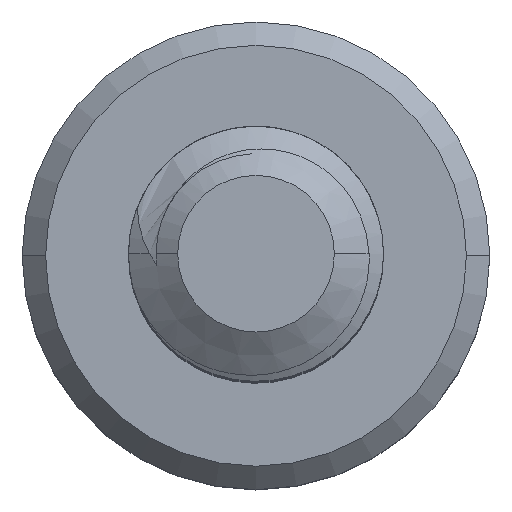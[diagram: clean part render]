
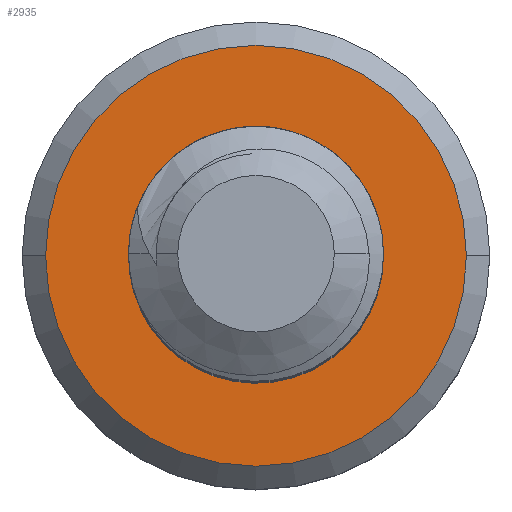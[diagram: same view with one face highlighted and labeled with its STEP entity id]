
A CAD part, top view. The second image highlights one B-rep face of the part: STEP entity #2935.
In plain terms, the highlighted planar face has unit normal (0, 0, 1).
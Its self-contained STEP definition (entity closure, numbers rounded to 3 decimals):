
#15 = B_SPLINE_CURVE_WITH_KNOTS ( 'NONE', 3,
 ( #1038, #1014, #6757, #3347, #7334, #3930, #496, #4496, #1061, #5084, #1609, #2787, #6802, #3395, #7379, #3970 ),
 .UNSPECIFIED., .F., .F.,
 ( 4, 2, 2, 2, 2, 2, 2, 4 ),
 ( 0., 0., 0.001, 0.001, 0.002, 0.002, 0.003, 0.003 ),
 .UNSPECIFIED. ) ;
#154 = ORIENTED_EDGE ( 'NONE', *, *, #5712, .F. ) ;
#197 = CARTESIAN_POINT ( 'NONE',  ( 0., 0., -14. ) ) ;
#249 = CARTESIAN_POINT ( 'NONE',  ( 1.215, -0.312, -14. ) ) ;
#310 = ORIENTED_EDGE ( 'NONE', *, *, #775, .T. ) ;
#385 = DIRECTION ( 'NONE',  ( 0., 0., 1. ) ) ;
#398 = DIRECTION ( 'NONE',  ( -1., 0., 0. ) ) ;
#496 = CARTESIAN_POINT ( 'NONE',  ( -0.98, -0.856, -14. ) ) ;
#526 = ORIENTED_EDGE ( 'NONE', *, *, #1569, .T. ) ;
#764 = DIRECTION ( 'NONE',  ( 0., 0., -1. ) ) ;
#775 = EDGE_CURVE ( 'NONE', #5344, #3337, #3256, .T. ) ;
#806 = CARTESIAN_POINT ( 'NONE',  ( 1.017, -0.659, -14. ) ) ;
#945 = CARTESIAN_POINT ( 'NONE',  ( 0.823, -0.839, -14. ) ) ;
#978 = EDGE_LOOP ( 'NONE', ( #5729, #4206 ) ) ;
#1014 = CARTESIAN_POINT ( 'NONE',  ( -0.133, -1.189, -14. ) ) ;
#1038 = CARTESIAN_POINT ( 'NONE',  ( 0., -1.175, -14. ) ) ;
#1061 = CARTESIAN_POINT ( 'NONE',  ( -1.226, -0.541, -14. ) ) ;
#1138 = DIRECTION ( 'NONE',  ( 0., 0., 1. ) ) ;
#1338 = CARTESIAN_POINT ( 'NONE',  ( 0.522, 1.38, -14. ) ) ;
#1347 = CIRCLE ( 'NONE', #7109, 2.475 ) ;
#1368 = CARTESIAN_POINT ( 'NONE',  ( 0.823, -0.839, -14. ) ) ;
#1379 = CIRCLE ( 'NONE', #4329, 2.475 ) ;
#1569 = EDGE_CURVE ( 'NONE', #2908, #5287, #15, .T. ) ;
#1609 = CARTESIAN_POINT ( 'NONE',  ( -1.423, 0.097, -14. ) ) ;
#1896 = CARTESIAN_POINT ( 'NONE',  ( 0., 1.5, -14. ) ) ;
#2139 = CIRCLE ( 'NONE', #4354, 1.5 ) ;
#2378 = EDGE_LOOP ( 'NONE', ( #154, #310, #5864, #526 ) ) ;
#2465 = CARTESIAN_POINT ( 'NONE',  ( 0.935, 1.048, -14. ) ) ;
#2472 = CARTESIAN_POINT ( 'NONE',  ( 0., 1.5, -14. ) ) ;
#2654 = AXIS2_PLACEMENT_3D ( 'NONE', #6324, #2878, #6895 ) ;
#2704 = FACE_BOUND ( 'NONE', #2378, .T. ) ;
#2787 = CARTESIAN_POINT ( 'NONE',  ( -1.362, 0.488, -14. ) ) ;
#2804 = EDGE_CURVE ( 'NONE', #3337, #2908, #5140, .T. ) ;
#2848 = VERTEX_POINT ( 'NONE', #3485 ) ;
#2878 = DIRECTION ( 'NONE',  ( 0., 0., -1. ) ) ;
#2908 = VERTEX_POINT ( 'NONE', #7027 ) ;
#2935 = ADVANCED_FACE ( 'NONE', ( #7287, #2704 ), #3006, .F. ) ;
#3006 = PLANE ( 'NONE',  #4462 ) ;
#3062 = CARTESIAN_POINT ( 'NONE',  ( 1.161, 0.72, -14. ) ) ;
#3256 = B_SPLINE_CURVE_WITH_KNOTS ( 'NONE', 3,
 ( #1896, #5361, #1338, #5928, #2465, #6497, #3062, #7070, #3659, #249, #4238, #806, #4824, #1368 ),
 .UNSPECIFIED., .F., .F.,
 ( 4, 2, 2, 2, 2, 2, 4 ),
 ( 0., 0.001, 0.001, 0.002, 0.002, 0.003, 0.003 ),
 .UNSPECIFIED. ) ;
#3331 = EDGE_CURVE ( 'NONE', #2848, #4168, #1379, .T. ) ;
#3337 = VERTEX_POINT ( 'NONE', #945 ) ;
#3347 = CARTESIAN_POINT ( 'NONE',  ( -0.526, -1.125, -14. ) ) ;
#3395 = CARTESIAN_POINT ( 'NONE',  ( -1.209, 0.856, -14. ) ) ;
#3485 = CARTESIAN_POINT ( 'NONE',  ( 2.475, 0., -14. ) ) ;
#3659 = CARTESIAN_POINT ( 'NONE',  ( 1.317, 0.073, -14. ) ) ;
#3804 = CARTESIAN_POINT ( 'NONE',  ( 0., 0., -14. ) ) ;
#3824 = DIRECTION ( 'NONE',  ( 0., 0., 1. ) ) ;
#3930 = CARTESIAN_POINT ( 'NONE',  ( -0.878, -0.941, -14. ) ) ;
#3970 = CARTESIAN_POINT ( 'NONE',  ( -1.051, 1.07, -14. ) ) ;
#4168 = VERTEX_POINT ( 'NONE', #5742 ) ;
#4206 = ORIENTED_EDGE ( 'NONE', *, *, #3331, .T. ) ;
#4238 = CARTESIAN_POINT ( 'NONE',  ( 1.161, -0.435, -14. ) ) ;
#4329 = AXIS2_PLACEMENT_3D ( 'NONE', #3804, #385, #4383 ) ;
#4354 = AXIS2_PLACEMENT_3D ( 'NONE', #4581, #1138, #5149 ) ;
#4383 = DIRECTION ( 'NONE',  ( -1., 0., 0. ) ) ;
#4462 = AXIS2_PLACEMENT_3D ( 'NONE', #197, #764, #4772 ) ;
#4496 = CARTESIAN_POINT ( 'NONE',  ( -1.155, -0.655, -14. ) ) ;
#4581 = CARTESIAN_POINT ( 'NONE',  ( 0., 0., -14. ) ) ;
#4772 = DIRECTION ( 'NONE',  ( -1., 0., 0. ) ) ;
#4824 = CARTESIAN_POINT ( 'NONE',  ( 0.93, -0.757, -14. ) ) ;
#5084 = CARTESIAN_POINT ( 'NONE',  ( -1.387, -0.178, -14. ) ) ;
#5140 = CIRCLE ( 'NONE', #2654, 1.175 ) ;
#5149 = DIRECTION ( 'NONE',  ( 1., 0., 0. ) ) ;
#5287 = VERTEX_POINT ( 'NONE', #5848 ) ;
#5344 = VERTEX_POINT ( 'NONE', #2472 ) ;
#5361 = CARTESIAN_POINT ( 'NONE',  ( 0.266, 1.478, -14. ) ) ;
#5712 = EDGE_CURVE ( 'NONE', #5344, #5287, #2139, .T. ) ;
#5729 = ORIENTED_EDGE ( 'NONE', *, *, #6362, .T. ) ;
#5742 = CARTESIAN_POINT ( 'NONE',  ( -2.475, 0., -14. ) ) ;
#5848 = CARTESIAN_POINT ( 'NONE',  ( -1.051, 1.07, -14. ) ) ;
#5864 = ORIENTED_EDGE ( 'NONE', *, *, #2804, .T. ) ;
#5928 = CARTESIAN_POINT ( 'NONE',  ( 0.84, 1.143, -14. ) ) ;
#6324 = CARTESIAN_POINT ( 'NONE',  ( 0., 0., -14. ) ) ;
#6362 = EDGE_CURVE ( 'NONE', #4168, #2848, #1347, .T. ) ;
#6497 = CARTESIAN_POINT ( 'NONE',  ( 1.095, 0.838, -14. ) ) ;
#6757 = CARTESIAN_POINT ( 'NONE',  ( -0.265, -1.182, -14. ) ) ;
#6802 = CARTESIAN_POINT ( 'NONE',  ( -1.322, 0.617, -14. ) ) ;
#6895 = DIRECTION ( 'NONE',  ( 1., 0., 0. ) ) ;
#7027 = CARTESIAN_POINT ( 'NONE',  ( 0., -1.175, -14. ) ) ;
#7070 = CARTESIAN_POINT ( 'NONE',  ( 1.301, 0.351, -14. ) ) ;
#7109 = AXIS2_PLACEMENT_3D ( 'NONE', #7232, #3824, #398 ) ;
#7232 = CARTESIAN_POINT ( 'NONE',  ( 0., 0., -14. ) ) ;
#7287 = FACE_OUTER_BOUND ( 'NONE', #978, .T. ) ;
#7334 = CARTESIAN_POINT ( 'NONE',  ( -0.649, -1.077, -14. ) ) ;
#7379 = CARTESIAN_POINT ( 'NONE',  ( -1.137, 0.968, -14. ) ) ;
